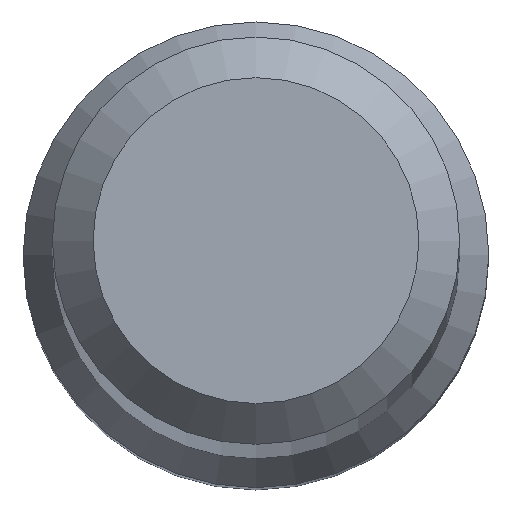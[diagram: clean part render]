
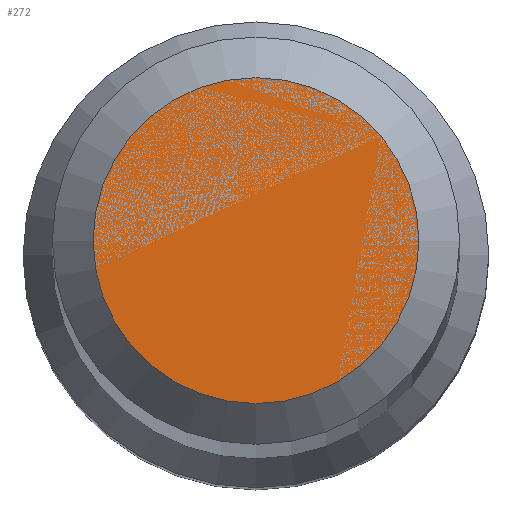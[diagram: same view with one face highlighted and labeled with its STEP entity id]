
A CAD part, top view. The second image highlights one B-rep face of the part: STEP entity #272.
In plain terms, the highlighted planar face has unit normal (0, 0, 1).
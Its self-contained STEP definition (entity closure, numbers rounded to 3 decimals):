
#8 = DIRECTION ( 'NONE',  ( 0., 1., 0. ) ) ;
#18 = DIRECTION ( 'NONE',  ( 0., 1., 0. ) ) ;
#35 = CIRCLE ( 'NONE', #86, 1.2 ) ;
#63 = DIRECTION ( 'NONE',  ( 0., 0., -1. ) ) ;
#86 = AXIS2_PLACEMENT_3D ( 'NONE', #114, #115, #8 ) ;
#114 = CARTESIAN_POINT ( 'NONE',  ( 0., 0., 70. ) ) ;
#115 = DIRECTION ( 'NONE',  ( 0., 0., -1. ) ) ;
#128 = EDGE_LOOP ( 'NONE', ( #302 ) ) ;
#148 = CARTESIAN_POINT ( 'NONE',  ( 0., 0., 70. ) ) ;
#177 = AXIS2_PLACEMENT_3D ( 'NONE', #148, #63, #18 ) ;
#189 = EDGE_CURVE ( 'NONE', #250, #250, #35, .T. ) ;
#227 = CARTESIAN_POINT ( 'NONE',  ( 0., 1.2, 70. ) ) ;
#247 = FACE_OUTER_BOUND ( 'NONE', #128, .T. ) ;
#250 = VERTEX_POINT ( 'NONE', #227 ) ;
#270 = PLANE ( 'NONE',  #177 ) ;
#272 = ADVANCED_FACE ( 'NONE', ( #247 ), #270, .F. ) ;
#302 = ORIENTED_EDGE ( 'NONE', *, *, #189, .F. ) ;
